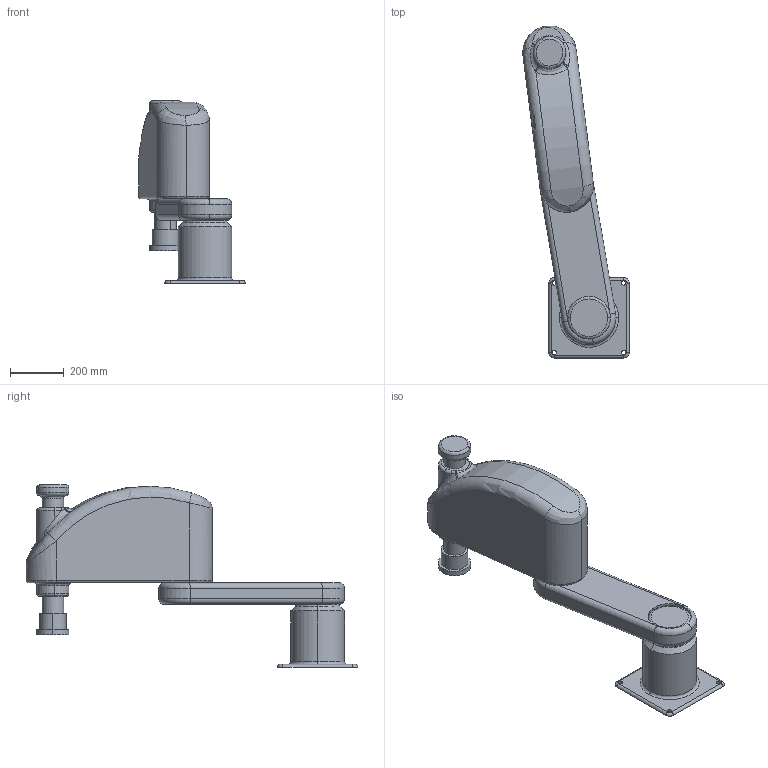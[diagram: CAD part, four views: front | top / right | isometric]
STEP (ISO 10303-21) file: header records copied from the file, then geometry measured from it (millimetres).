
FILE_DESCRIPTION (( 'STEP AP203' ), '1' );
FILE_NAME ('Assemblage1.STEP', '2019-05-07T20:23:26', ( '' ), ( '' ), 'SwSTEP 2.0', 'SolidWorks 2016', '' );
FILE_SCHEMA (( 'CONFIG_CONTROL_DESIGN' ));
Length unit declared in the file: millimetre
Products named in the file (11): Pièce1; Pièce2; Assemblage1; Pièce5; Pièce4; Pièce3
Assembly tree (5 placements, depth 2):
  Pièce1
  Pièce2
  Assemblage1
    Pièce1
    Pièce2
    Pièce3
    Pièce4
    Pièce5
  Pièce5
  Pièce3
Bounding box: 397.08 x 1238.87 x 679.82 mm (x, y, z)
Volume: 60768152.4 mm3; surface area: 1799628.3 mm2
Topology: 5 solids, 5 shells, 131 faces, 289 edges, 168 vertices
Faces by surface type: cylinder 54, torus 39, plane 19, bspline 17, cone 2
Entity records: 6532 total; most frequent: CARTESIAN_POINT 2609, DIRECTION 691, ORIENTED_EDGE 578, AXIS2_PLACEMENT_3D 312, EDGE_CURVE 289, CIRCLE 189, VERTEX_POINT 168, EDGE_LOOP 145
